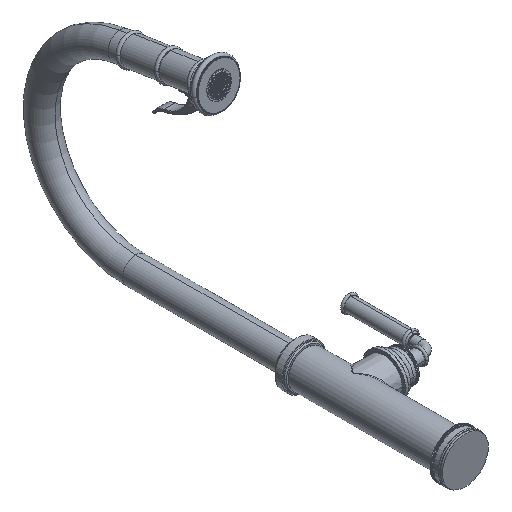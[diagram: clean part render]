
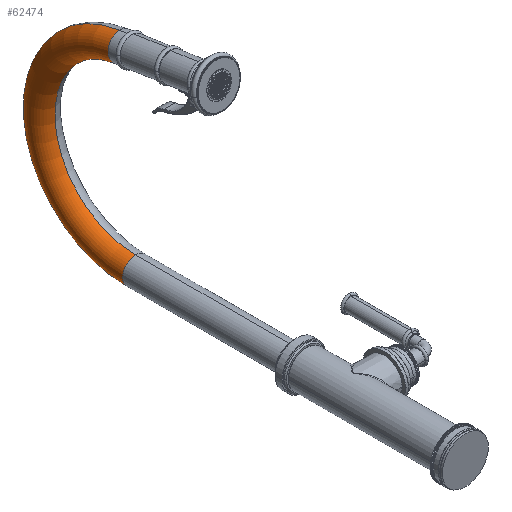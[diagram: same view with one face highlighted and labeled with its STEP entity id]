
A CAD part, isometric view. The second image highlights one B-rep face of the part: STEP entity #62474.
In plain terms, the highlighted toroidal (fillet/blend) face has major radius 103.581 mm and minor radius 14.478 mm.
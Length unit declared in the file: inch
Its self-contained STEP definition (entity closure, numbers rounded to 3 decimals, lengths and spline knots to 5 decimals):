
#9482=CARTESIAN_POINT('',(-0.00001,14.33484,
8.10906));
#9483=DIRECTION('',(0.,-0.988,0.151));
#9484=DIRECTION('',(-0.184,-0.149,-0.972));
#9485=AXIS2_PLACEMENT_3D('',#9482,#9483,#9484);
#9487=CARTESIAN_POINT('',(-0.00001,13.718,
0.00001));
#9488=DIRECTION('',(0.,-1.,0.));
#9489=DIRECTION('',(0.,0.,1.));
#9490=AXIS2_PLACEMENT_3D('',#9487,#9488,#9489);
#9496=CARTESIAN_POINT('',(0.,14.33484,
8.10908));
#9497=DIRECTION('',(0.,0.988,-0.151));
#9498=DIRECTION('',(-0.184,-0.149,-0.972));
#9499=AXIS2_PLACEMENT_3D('',#9496,#9497,#9498);
#39949=CARTESIAN_POINT('',(0.,13.71802,
4.078));
#39950=DIRECTION('',(1.,0.,0.));
#39951=DIRECTION('',(0.,0.,
-1.));
#39952=AXIS2_PLACEMENT_3D('',#39949,#39950,#39951);
#39959=CARTESIAN_POINT('',(0.00001,13.71802,
4.078));
#39960=DIRECTION('',(-1.,0.,0.));
#39961=DIRECTION('',(0.,0.151,0.988));
#39962=AXIS2_PLACEMENT_3D('',#39959,#39960,#39961);
#42781=CARTESIAN_POINT('',(0.,13.718,
0.56995));
#42782=VERTEX_POINT('',#42781);
#42783=CARTESIAN_POINT('',(0.,13.718,
-0.56998));
#42784=VERTEX_POINT('',#42783);
#42785=CARTESIAN_POINT('',(-0.10501,14.25011,
7.55538));
#42786=CARTESIAN_POINT('',(0.,14.42105,8.67242));
#42787=VERTEX_POINT('',#42785);
#42788=VERTEX_POINT('',#42786);
#42789=CARTESIAN_POINT('',(0.,14.24862,
7.54563));
#42790=VERTEX_POINT('',#42789);
#62458=CARTESIAN_POINT('',(-0.00001,13.71802,
4.078));
#62459=DIRECTION('',(-1.,0.,0.));
#62460=DIRECTION('',(0.,0.,-1.));
#62461=AXIS2_PLACEMENT_3D('',#62458,#62459,#62460);
#62462=TOROIDAL_SURFACE('',#62461,4.07798,0.56999);
#62464=ORIENTED_EDGE('',*,*,#62463,.F.);
#62466=ORIENTED_EDGE('',*,*,#62465,.T.);
#62468=ORIENTED_EDGE('',*,*,#62467,.F.);
#62469=ORIENTED_EDGE('',*,*,#62452,.T.);
#62471=ORIENTED_EDGE('',*,*,#62470,.F.);
#62472=EDGE_LOOP('',(#62464,#62466,#62468,#62469,#62471));
#62473=FACE_OUTER_BOUND('',#62472,.F.);
#62474=ADVANCED_FACE('',(#62473),#62462,.T.);
#9486=CIRCLE('',#9485,0.56999);
#9491=CIRCLE('',#9490,0.56999);
#9500=CIRCLE('',#9499,0.5699);
#39953=CIRCLE('',#39952,3.50799);
#39963=CIRCLE('',#39962,4.64798);
#62452=EDGE_CURVE('',#42782,#42784,#9491,.T.);
#62463=EDGE_CURVE('',#42787,#42788,#9500,.T.);
#62465=EDGE_CURVE('',#42787,#42790,#9486,.T.);
#62467=EDGE_CURVE('',#42782,#42790,#39953,.T.);
#62470=EDGE_CURVE('',#42788,#42784,#39963,.T.);
